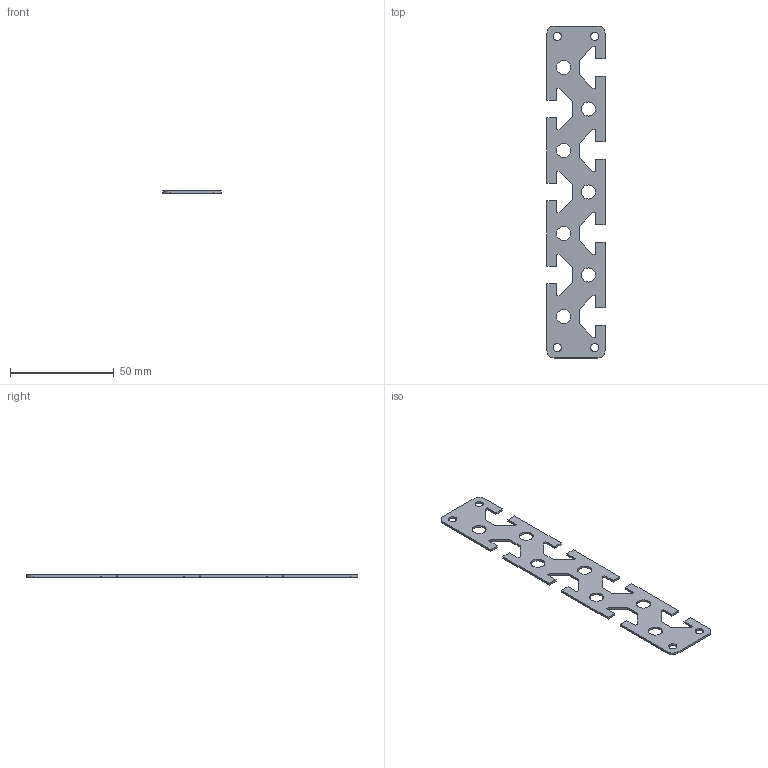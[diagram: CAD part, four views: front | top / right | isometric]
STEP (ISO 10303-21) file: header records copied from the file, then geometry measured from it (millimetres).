
FILE_DESCRIPTION((''),'2;1');
FILE_NAME('SP340_extern.ipt.step','2007-09-10T15:09:59',(''),(''),'Autodesk Inventor 11','Autodesk Inventor 11','');
FILE_SCHEMA(('AUTOMOTIVE_DESIGN { 1 0 10303 214 1 1 1 1 }'));
Length unit declared in the file: millimetre
Products named in the file (1): SP340_extern
Bounding box: 28 x 160 x 1 mm (x, y, z)
Volume: 3095.2 mm3; surface area: 7045.7 mm2
Topology: 1 solids, 1 shells, 91 faces, 278 edges, 189 vertices
Faces by surface type: plane 76, bspline 11, cylinder 4
Entity records: 3146 total; most frequent: CARTESIAN_POINT 713, ORIENTED_EDGE 512, DIRECTION 448, EDGE_CURVE 256, VECTOR 226, LINE 226, VERTEX_POINT 178, EDGE_LOOP 124
